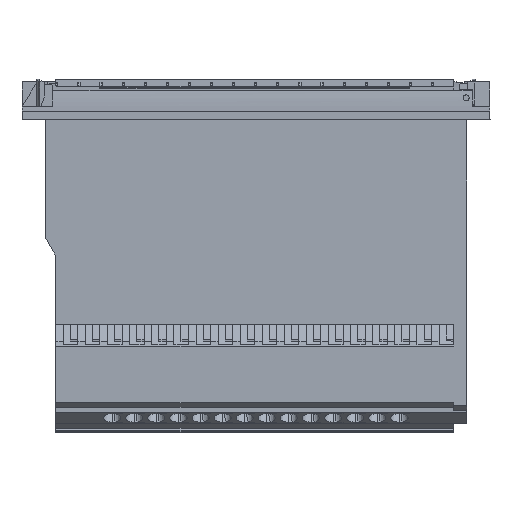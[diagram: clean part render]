
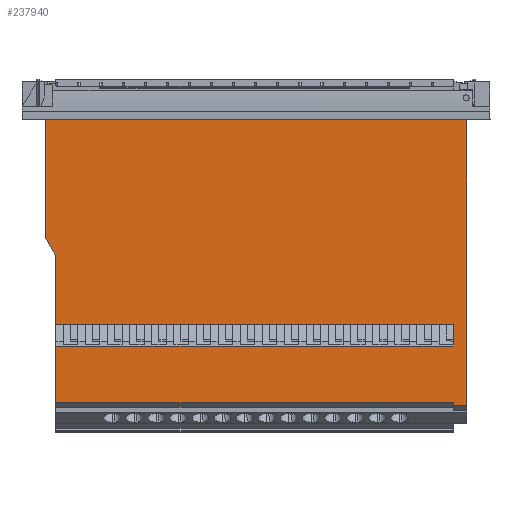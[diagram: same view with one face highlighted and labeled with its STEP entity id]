
A CAD part, front view. The second image highlights one B-rep face of the part: STEP entity #237940.
In plain terms, the highlighted face is planar.
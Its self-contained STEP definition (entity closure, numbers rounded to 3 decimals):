
#20440=CARTESIAN_POINT('',(35.264,-64.55,
73.35));
#20450=VERTEX_POINT('',#20440);
#20480=CARTESIAN_POINT('',(35.264,-8.379,
73.35));
#20490=DIRECTION('',(0.,-1.,0.));
#20500=VECTOR('',#20490,1.);
#20510=LINE('',#20480,#20500);
#20520=CARTESIAN_POINT('',(35.264,-89.687,
73.35));
#20530=VERTEX_POINT('',#20520);
#20540=EDGE_CURVE('',#20450,#20530,#20510,.T.);
#20920=CARTESIAN_POINT('',(35.264,-97.734,
73.35));
#20930=VERTEX_POINT('',#20920);
#20960=CARTESIAN_POINT('',(35.264,-8.379,
73.35));
#20970=DIRECTION('',(0.,-1.,0.));
#20980=VECTOR('',#20970,1.);
#20990=LINE('',#20960,#20980);
#21000=CARTESIAN_POINT('',(35.264,-118.687,
73.35));
#21010=VERTEX_POINT('',#21000);
#21020=EDGE_CURVE('',#20930,#21010,#20990,.T.);
#67220=CARTESIAN_POINT('',(35.264,-14.319,
77.225));
#67230=VERTEX_POINT('',#67220);
#67260=CARTESIAN_POINT('',(35.264,-8.379,
77.225));
#67270=DIRECTION('',(0.,1.,0.));
#67280=VECTOR('',#67270,1.);
#67290=LINE('',#67260,#67280);
#67300=CARTESIAN_POINT('',(35.264,-57.838,
77.225));
#67310=VERTEX_POINT('',#67300);
#67320=EDGE_CURVE('',#67310,#67230,#67290,.T.);
#100540=CARTESIAN_POINT('',(35.264,-89.687,
65.2));
#100550=DIRECTION('',(0.,0.,1.));
#100560=VECTOR('',#100550,1.);
#100570=LINE('',#100540,#100560);
#100580=CARTESIAN_POINT('',(35.264,-89.687,
-73.35));
#100590=VERTEX_POINT('',#100580);
#100600=EDGE_CURVE('',#100590,#20530,#100570,.T.);
#237130=CARTESIAN_POINT('',(35.264,-58.16,
77.039));
#237140=DIRECTION('',(0.,-0.866,
-0.5));
#237150=VECTOR('',#237140,1.);
#237160=LINE('',#237130,#237150);
#237170=EDGE_CURVE('',#67310,#20450,#237160,.T.);
#237300=CARTESIAN_POINT('',(35.264,3.053,
65.2));
#237310=DIRECTION('',(-1.,0.,0.));
#237320=DIRECTION('',(0.,-1.,0.));
#237330=AXIS2_PLACEMENT_3D('',#237300,#237310,#237320);
#237340=PLANE('',#237330);
#237350=ORIENTED_EDGE('',*,*,#237170,.T.);
#237360=ORIENTED_EDGE('',*,*,#67320,.F.);
#237370=CARTESIAN_POINT('',(35.264,-14.319,
-16.3));
#237380=DIRECTION('',(0.,0.,-1.));
#237390=VECTOR('',#237380,1.);
#237400=LINE('',#237370,#237390);
#237410=CARTESIAN_POINT('',(35.264,-14.319,
-78.225));
#237420=VERTEX_POINT('',#237410);
#237430=EDGE_CURVE('',#67230,#237420,#237400,.T.);
#237440=ORIENTED_EDGE('',*,*,#237430,.F.);
#237450=CARTESIAN_POINT('',(35.264,-8.379,
-78.225));
#237460=DIRECTION('',(0.,1.,0.));
#237470=VECTOR('',#237460,1.);
#237480=LINE('',#237450,#237470);
#237490=CARTESIAN_POINT('',(35.264,-119.726,
-78.225));
#237500=VERTEX_POINT('',#237490);
#237510=EDGE_CURVE('',#237500,#237420,#237480,.T.);
#237520=ORIENTED_EDGE('',*,*,#237510,.T.);
#237530=CARTESIAN_POINT('',(35.264,-119.726,-81.5));
#237540=DIRECTION('',(0.,0.,-1.));
#237550=VECTOR('',#237540,1.);
#237560=LINE('',#237530,#237550);
#237570=CARTESIAN_POINT('',(35.264,-119.726,
-73.35));
#237580=VERTEX_POINT('',#237570);
#237590=EDGE_CURVE('',#237580,#237500,#237560,.T.);
#237600=ORIENTED_EDGE('',*,*,#237590,.T.);
#237610=CARTESIAN_POINT('',(35.264,-8.379,
-73.35));
#237620=DIRECTION('',(0.,1.,0.));
#237630=VECTOR('',#237620,1.);
#237640=LINE('',#237610,#237630);
#237650=CARTESIAN_POINT('',(35.264,-118.687,
-73.35));
#237660=VERTEX_POINT('',#237650);
#237670=EDGE_CURVE('',#237580,#237660,#237640,.T.);
#237680=ORIENTED_EDGE('',*,*,#237670,.F.);
#237690=CARTESIAN_POINT('',(35.264,-118.687,
65.2));
#237700=DIRECTION('',(0.,0.,1.));
#237710=VECTOR('',#237700,1.);
#237720=LINE('',#237690,#237710);
#237730=EDGE_CURVE('',#237660,#21010,#237720,.T.);
#237740=ORIENTED_EDGE('',*,*,#237730,.F.);
#237750=ORIENTED_EDGE('',*,*,#21020,.T.);
#237760=CARTESIAN_POINT('',(35.264,-97.734,
-16.3));
#237770=DIRECTION('',(0.,0.,-1.));
#237780=VECTOR('',#237770,1.);
#237790=LINE('',#237760,#237780);
#237800=CARTESIAN_POINT('',(35.264,-97.734,
-73.35));
#237810=VERTEX_POINT('',#237800);
#237820=EDGE_CURVE('',#20930,#237810,#237790,.T.);
#237830=ORIENTED_EDGE('',*,*,#237820,.F.);
#237840=CARTESIAN_POINT('',(35.264,-8.379,
-73.35));
#237850=DIRECTION('',(0.,1.,0.));
#237860=VECTOR('',#237850,1.);
#237870=LINE('',#237840,#237860);
#237880=EDGE_CURVE('',#237810,#100590,#237870,.T.);
#237890=ORIENTED_EDGE('',*,*,#237880,.F.);
#237900=ORIENTED_EDGE('',*,*,#100600,.F.);
#237910=ORIENTED_EDGE('',*,*,#20540,.T.);
#237920=EDGE_LOOP('',(#237910,#237900,#237890,#237830,#237750,#237740,
#237680,#237600,#237520,#237440,#237360,#237350));
#237930=FACE_OUTER_BOUND('',#237920,.T.);
#237940=ADVANCED_FACE('',(#237930),#237340,.F.);
